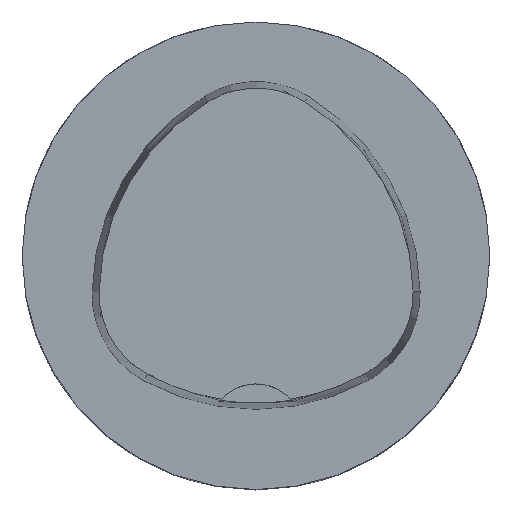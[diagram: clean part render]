
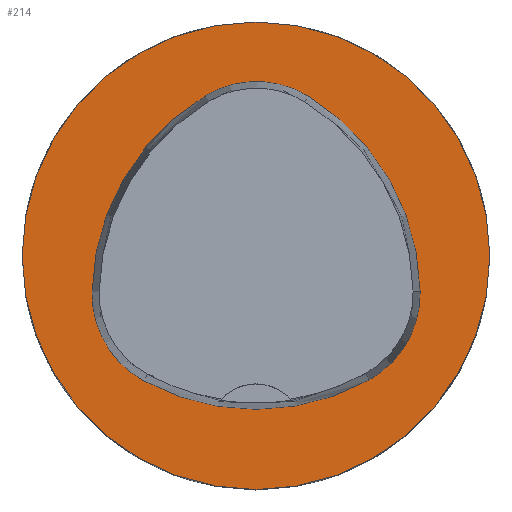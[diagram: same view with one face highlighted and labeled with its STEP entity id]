
A CAD part, top view. The second image highlights one B-rep face of the part: STEP entity #214.
In plain terms, the highlighted planar face has unit normal (0, 0, 1).
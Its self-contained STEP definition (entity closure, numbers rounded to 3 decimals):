
#214=ADVANCED_FACE('',(#418,#419),#258,.T.);
#258=PLANE('',#1212);
#418=FACE_BOUND('',#474,.T.);
#419=FACE_BOUND('',#475,.T.);
#474=EDGE_LOOP('',(#659,#660,#661,#662,#663,#664));
#475=EDGE_LOOP('',(#665));
#659=ORIENTED_EDGE('',*,*,#969,.F.);
#660=ORIENTED_EDGE('',*,*,#964,.F.);
#661=ORIENTED_EDGE('',*,*,#959,.F.);
#662=ORIENTED_EDGE('',*,*,#956,.F.);
#663=ORIENTED_EDGE('',*,*,#953,.F.);
#664=ORIENTED_EDGE('',*,*,#949,.F.);
#665=ORIENTED_EDGE('',*,*,#972,.T.);
#841=VERTEX_POINT('',#1888);
#842=VERTEX_POINT('',#1889);
#845=VERTEX_POINT('',#1897);
#847=VERTEX_POINT('',#1903);
#849=VERTEX_POINT('',#1909);
#853=VERTEX_POINT('',#1922);
#857=VERTEX_POINT('',#1940);
#949=EDGE_CURVE('',#841,#842,#1038,.T.);
#953=EDGE_CURVE('',#842,#845,#1040,.T.);
#956=EDGE_CURVE('',#845,#847,#1042,.T.);
#959=EDGE_CURVE('',#847,#849,#1044,.T.);
#964=EDGE_CURVE('',#849,#853,#1047,.T.);
#969=EDGE_CURVE('',#853,#841,#1050,.T.);
#972=EDGE_CURVE('',#857,#857,#1053,.T.);
#1038=CIRCLE('',#1189,20.);
#1040=CIRCLE('',#1192,8.5);
#1042=CIRCLE('',#1195,20.);
#1044=CIRCLE('',#1198,8.5);
#1047=CIRCLE('',#1202,20.);
#1050=CIRCLE('',#1206,8.5);
#1053=CIRCLE('',#1211,20.);
#1189=AXIS2_PLACEMENT_3D('',#1887,#1404,#1405);
#1192=AXIS2_PLACEMENT_3D('',#1896,#1412,#1413);
#1195=AXIS2_PLACEMENT_3D('',#1902,#1419,#1420);
#1198=AXIS2_PLACEMENT_3D('',#1908,#1426,#1427);
#1202=AXIS2_PLACEMENT_3D('',#1921,#1435,#1436);
#1206=AXIS2_PLACEMENT_3D('',#1934,#1444,#1445);
#1211=AXIS2_PLACEMENT_3D('',#1939,#1454,#1455);
#1212=AXIS2_PLACEMENT_3D('',#1941,#1456,#1457);
#1404=DIRECTION('',(0.,0.,1.));
#1405=DIRECTION('',(1.,0.,0.));
#1412=DIRECTION('',(0.,0.,1.));
#1413=DIRECTION('',(1.,0.,0.));
#1419=DIRECTION('',(0.,0.,1.));
#1420=DIRECTION('',(1.,0.,0.));
#1426=DIRECTION('',(0.,0.,1.));
#1427=DIRECTION('',(1.,0.,0.));
#1435=DIRECTION('',(0.,0.,1.));
#1436=DIRECTION('',(1.,0.,0.));
#1444=DIRECTION('',(0.,0.,1.));
#1445=DIRECTION('',(1.,0.,0.));
#1454=DIRECTION('',(0.,0.,1.));
#1455=DIRECTION('',(1.,0.,0.));
#1456=DIRECTION('',(0.,0.,1.));
#1457=DIRECTION('',(-1.,0.,0.));
#1887=CARTESIAN_POINT('',(-5.955,-3.414,0.));
#1888=CARTESIAN_POINT('',(14.041,-3.042,0.));
#1889=CARTESIAN_POINT('',(4.472,13.653,0.));
#1896=CARTESIAN_POINT('',(0.04,6.4,0.));
#1897=CARTESIAN_POINT('',(-4.347,13.68,0.));
#1902=CARTESIAN_POINT('',(5.976,-3.45,0.));
#1903=CARTESIAN_POINT('',(-14.021,-3.075,0.));
#1908=CARTESIAN_POINT('',(-5.522,-3.235,0.));
#1909=CARTESIAN_POINT('',(-9.588,-10.699,0.));
#1921=CARTESIAN_POINT('',(-0.022,6.864,0.));
#1922=CARTESIAN_POINT('',(9.655,-10.639,0.));
#1934=CARTESIAN_POINT('',(5.543,-3.2,0.));
#1939=CARTESIAN_POINT('',(0.,0.,0.));
#1940=CARTESIAN_POINT('',(20.,0.,0.));
#1941=CARTESIAN_POINT('',(0.,0.,0.));
